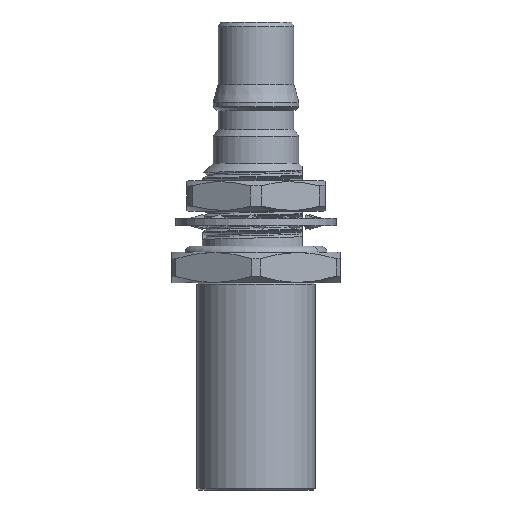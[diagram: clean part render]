
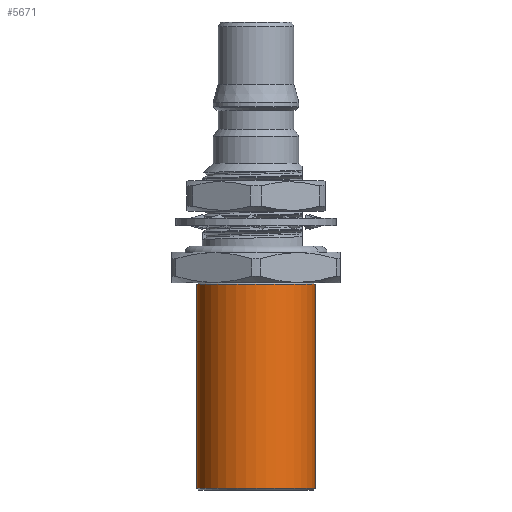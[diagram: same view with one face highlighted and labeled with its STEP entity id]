
A CAD part, front view. The second image highlights one B-rep face of the part: STEP entity #5671.
In plain terms, the highlighted cylindrical face has radius 3.85 mm (diameter 7.7 mm), a partial arc.
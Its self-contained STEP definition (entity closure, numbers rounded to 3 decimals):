
#1001 = EDGE_CURVE ( 'NONE', #18433, #15344, #19401, .T. ) ;
#1012 = CARTESIAN_POINT ( 'NONE',  ( 3.85, 0., -17.1 ) ) ;
#1907 = CARTESIAN_POINT ( 'NONE',  ( 0., 0., -30.4 ) ) ;
#2725 = DIRECTION ( 'NONE',  ( 0., 0., -1. ) ) ;
#3416 = CIRCLE ( 'NONE', #7133, 3.85 ) ;
#3480 = DIRECTION ( 'NONE',  ( 1., 0., 0. ) ) ;
#3908 = VERTEX_POINT ( 'NONE', #12968 ) ;
#4455 = AXIS2_PLACEMENT_3D ( 'NONE', #4479, #6117, #12458 ) ;
#4479 = CARTESIAN_POINT ( 'NONE',  ( 0., 0., -31.097 ) ) ;
#4509 = EDGE_CURVE ( 'NONE', #15344, #3908, #3416, .T. ) ;
#5671 = ADVANCED_FACE ( 'NONE', ( #10814 ), #13045, .T. ) ;
#6117 = DIRECTION ( 'NONE',  ( 0., 0., -1. ) ) ;
#6430 = DIRECTION ( 'NONE',  ( 0., 0., -1. ) ) ;
#7133 = AXIS2_PLACEMENT_3D ( 'NONE', #1907, #12983, #3480 ) ;
#7330 = VECTOR ( 'NONE', #6430, 1000. ) ;
#7480 = VERTEX_POINT ( 'NONE', #1012 ) ;
#7645 = AXIS2_PLACEMENT_3D ( 'NONE', #8486, #19504, #10071 ) ;
#8486 = CARTESIAN_POINT ( 'NONE',  ( 0., 0., -17.1 ) ) ;
#9345 = ORIENTED_EDGE ( 'NONE', *, *, #4509, .T. ) ;
#10071 = DIRECTION ( 'NONE',  ( -1., 0., 0. ) ) ;
#10814 = FACE_OUTER_BOUND ( 'NONE', #18270, .T. ) ;
#11002 = ORIENTED_EDGE ( 'NONE', *, *, #1001, .T. ) ;
#11175 = CARTESIAN_POINT ( 'NONE',  ( -3.85, 0., -30.4 ) ) ;
#11353 = EDGE_CURVE ( 'NONE', #7480, #3908, #11770, .T. ) ;
#11687 = EDGE_CURVE ( 'NONE', #7480, #18433, #17433, .T. ) ;
#11770 = LINE ( 'NONE', #18713, #20147 ) ;
#11781 = ORIENTED_EDGE ( 'NONE', *, *, #11353, .F. ) ;
#12458 = DIRECTION ( 'NONE',  ( -1., 0., 0. ) ) ;
#12968 = CARTESIAN_POINT ( 'NONE',  ( 3.85, 0., -30.4 ) ) ;
#12983 = DIRECTION ( 'NONE',  ( 0., 0., 1. ) ) ;
#13045 = CYLINDRICAL_SURFACE ( 'NONE', #4455, 3.85 ) ;
#15344 = VERTEX_POINT ( 'NONE', #11175 ) ;
#15764 = CARTESIAN_POINT ( 'NONE',  ( -3.85, 0., -17.1 ) ) ;
#15866 = CARTESIAN_POINT ( 'NONE',  ( -3.85, 0., -31.097 ) ) ;
#17433 = CIRCLE ( 'NONE', #7645, 3.85 ) ;
#18270 = EDGE_LOOP ( 'NONE', ( #11781, #20052, #11002, #9345 ) ) ;
#18433 = VERTEX_POINT ( 'NONE', #15764 ) ;
#18713 = CARTESIAN_POINT ( 'NONE',  ( 3.85, 0., -31.097 ) ) ;
#19401 = LINE ( 'NONE', #15866, #7330 ) ;
#19504 = DIRECTION ( 'NONE',  ( 0., 0., -1. ) ) ;
#20052 = ORIENTED_EDGE ( 'NONE', *, *, #11687, .T. ) ;
#20147 = VECTOR ( 'NONE', #2725, 1000. ) ;
